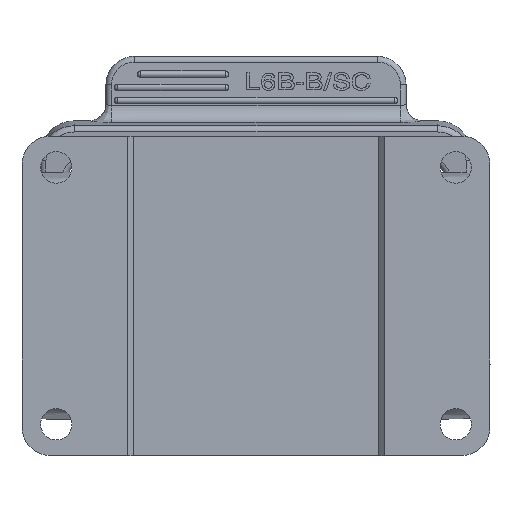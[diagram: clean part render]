
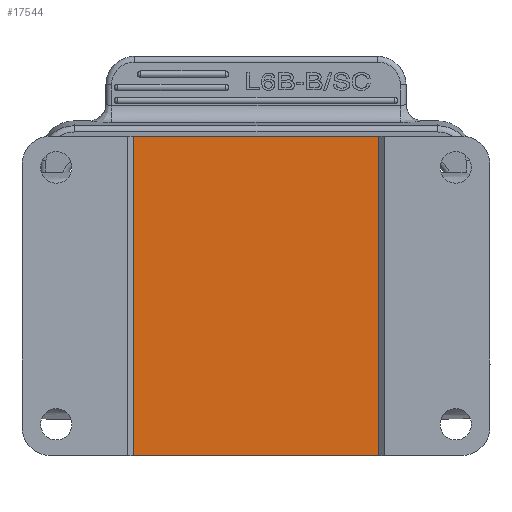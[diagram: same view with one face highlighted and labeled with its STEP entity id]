
A CAD part, front view. The second image highlights one B-rep face of the part: STEP entity #17544.
In plain terms, the highlighted planar face has unit normal (0, -1, 0).
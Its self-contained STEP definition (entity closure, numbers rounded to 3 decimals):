
#1458=DIRECTION('',(1.,0.,0.));
#1459=VECTOR('',#1458,43.);
#1460=CARTESIAN_POINT('',(20.5,1.,-56.));
#1461=LINE('',#1460,#1459);
#1860=DIRECTION('',(-1.,0.,0.));
#1861=VECTOR('',#1860,43.);
#1862=CARTESIAN_POINT('',(63.5,1.,0.));
#1863=LINE('',#1862,#1861);
#1910=DIRECTION('',(0.,0.,1.));
#1911=VECTOR('',#1910,56.);
#1912=CARTESIAN_POINT('',(63.5,1.,-56.));
#1913=LINE('',#1912,#1911);
#1914=DIRECTION('',(0.,0.,1.));
#1915=VECTOR('',#1914,56.);
#1916=CARTESIAN_POINT('',(20.5,1.,-56.));
#1917=LINE('',#1916,#1915);
#12359=CARTESIAN_POINT('',(20.5,1.,-56.));
#12360=VERTEX_POINT('',#12359);
#12361=CARTESIAN_POINT('',(63.5,1.,-56.));
#12362=VERTEX_POINT('',#12361);
#12441=CARTESIAN_POINT('',(63.5,1.,0.));
#12442=VERTEX_POINT('',#12441);
#12443=CARTESIAN_POINT('',(20.5,1.,
0.));
#12444=VERTEX_POINT('',#12443);
#17532=CARTESIAN_POINT('',(42.,1.,-28.));
#17533=DIRECTION('',(0.,1.,0.));
#17534=DIRECTION('',(0.,0.,1.));
#17535=AXIS2_PLACEMENT_3D('',#17532,#17533,#17534);
#17536=PLANE('',#17535);
#17537=ORIENTED_EDGE('',*,*,#16763,.F.);
#17539=ORIENTED_EDGE('',*,*,#17538,.T.);
#17540=ORIENTED_EDGE('',*,*,#17468,.F.);
#17541=ORIENTED_EDGE('',*,*,#17524,.F.);
#17542=EDGE_LOOP('',(#17537,#17539,#17540,#17541));
#17543=FACE_OUTER_BOUND('',#17542,.F.);
#16763=EDGE_CURVE('',#12360,#12362,#1461,.T.);
#17468=EDGE_CURVE('',#12442,#12444,#1863,.T.);
#17524=EDGE_CURVE('',#12362,#12442,#1913,.T.);
#17538=EDGE_CURVE('',#12360,#12444,#1917,.T.);
#17544=ADVANCED_FACE('',(#17543),#17536,.F.);
